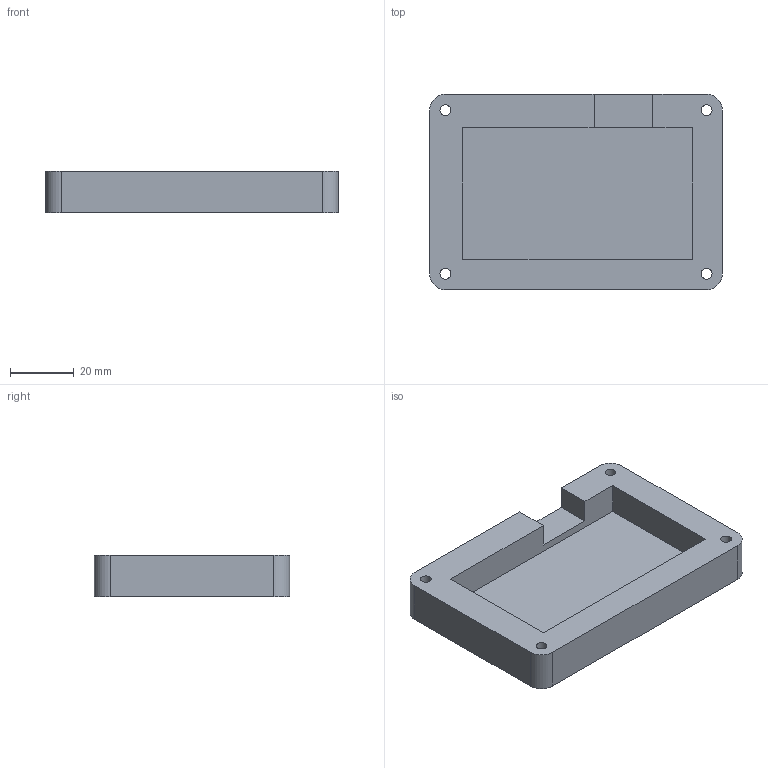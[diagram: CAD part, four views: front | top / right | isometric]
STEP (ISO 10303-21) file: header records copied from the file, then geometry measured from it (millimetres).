
FILE_DESCRIPTION(/* description */ (''),/* implementation_level */ '2;1');
FILE_NAME(/* name */ 'hackpad v1 bottom.step',/* time_stamp */ '2025-12-21T11:50:40+01:00',/* author */ (''),/* organization */ (''),/* preprocessor_version */ 'ST-DEVELOPER v20.1',/* originating_system */ 'Autodesk Translation Framework v14.21.0.0',/* authorisation */ '');
FILE_SCHEMA (('AUTOMOTIVE_DESIGN { 1 0 10303 214 3 1 1 }'));
Length unit declared in the file: millimetre
Products named in the file (3): 2025-12-13-21-12-30-325; 2025-12-12-15-09-50-531; 2025-12-12-15-10-30-860
Assembly tree (2 placements, depth 3):
  2025-12-13-21-12-30-325
    2025-12-12-15-09-50-531
      2025-12-12-15-10-30-860
Bounding box: 92.12 x 61.39 x 13 mm (x, y, z)
Volume: 41222.8 mm3; surface area: 17928.3 mm2
Topology: 8 solids, 8 shells, 186 faces, 498 edges, 332 vertices
Faces by surface type: bspline 96, plane 78, cylinder 12
Full cylindrical faces by diameter (mm): 3.4 x4, 6 x4
Entity records: 6785 total; most frequent: CARTESIAN_POINT 2654, ORIENTED_EDGE 996, DIRECTION 522, EDGE_CURVE 498, VERTEX_POINT 332, LINE 282, VECTOR 282, EDGE_LOOP 204
